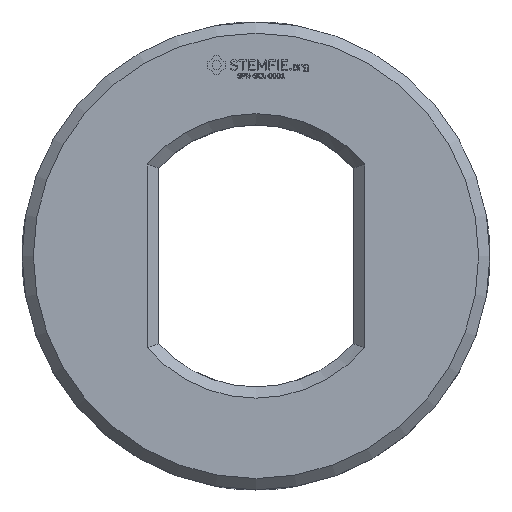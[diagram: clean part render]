
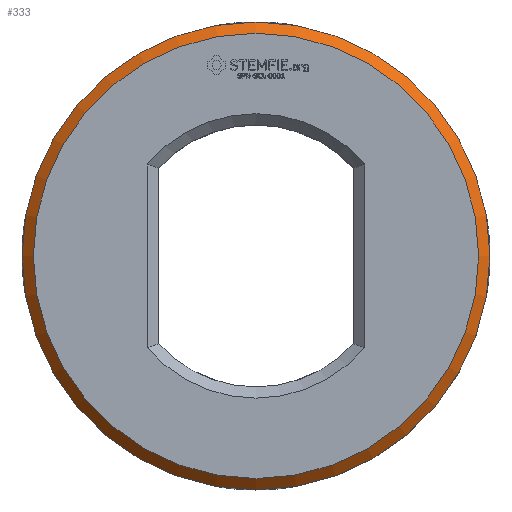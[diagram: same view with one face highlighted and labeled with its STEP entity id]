
A CAD part, top view. The second image highlights one B-rep face of the part: STEP entity #333.
In plain terms, the highlighted conical face has half-angle 45 degrees and reference radius 6.25 mm.
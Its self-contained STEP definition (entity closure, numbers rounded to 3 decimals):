
#78 = VERTEX_POINT('',#79);
#79 = CARTESIAN_POINT('',(6.25,0.,2.825));
#85 = EDGE_CURVE('',#78,#78,#86,.T.);
#86 = CIRCLE('',#87,6.25);
#87 = AXIS2_PLACEMENT_3D('',#88,#89,#90);
#88 = CARTESIAN_POINT('',(0.,0.,2.825)
  );
#89 = DIRECTION('',(-0.,0.,1.));
#90 = DIRECTION('',(1.,0.,0.));
#333 = ADVANCED_FACE('',(#334),#353,.T.);
#334 = FACE_BOUND('',#335,.T.);
#335 = EDGE_LOOP('',(#336,#344,#345,#346));
#336 = ORIENTED_EDGE('',*,*,#337,.F.);
#337 = EDGE_CURVE('',#78,#338,#340,.T.);
#338 = VERTEX_POINT('',#339);
#339 = CARTESIAN_POINT('',(5.95,0.,3.125));
#340 = LINE('',#341,#342);
#341 = CARTESIAN_POINT('',(6.25,0.,2.825));
#342 = VECTOR('',#343,1.);
#343 = DIRECTION('',(-0.707,0.,0.707)
  );
#344 = ORIENTED_EDGE('',*,*,#85,.T.);
#345 = ORIENTED_EDGE('',*,*,#337,.T.);
#346 = ORIENTED_EDGE('',*,*,#347,.F.);
#347 = EDGE_CURVE('',#338,#338,#348,.T.);
#348 = CIRCLE('',#349,5.95);
#349 = AXIS2_PLACEMENT_3D('',#350,#351,#352);
#350 = CARTESIAN_POINT('',(0.,0.,3.125)
  );
#351 = DIRECTION('',(-0.,0.,1.));
#352 = DIRECTION('',(1.,0.,0.));
#353 = CONICAL_SURFACE('',#354,6.25,0.785);
#354 = AXIS2_PLACEMENT_3D('',#355,#356,#357);
#355 = CARTESIAN_POINT('',(0.,0.,2.825)
  );
#356 = DIRECTION('',(-0.,-0.,-1.));
#357 = DIRECTION('',(1.,0.,0.));
